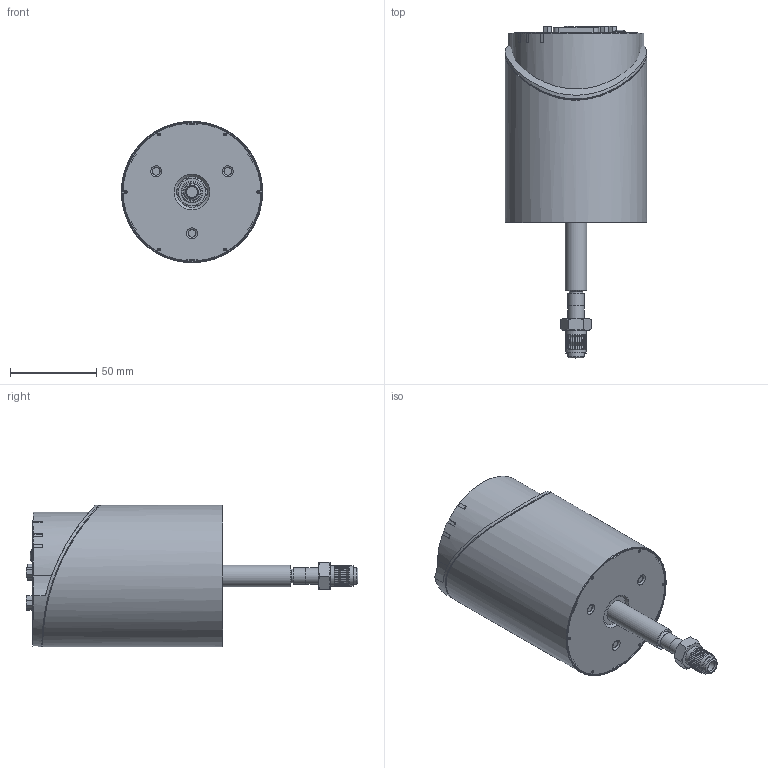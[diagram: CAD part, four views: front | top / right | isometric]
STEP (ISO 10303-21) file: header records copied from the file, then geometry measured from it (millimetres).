
FILE_DESCRIPTION(/* description */ (''),/* implementation_level */ '2;1');
FILE_NAME(/* name */ '4 VCR male Profibus DP.stp',/* time_stamp */ '2023-01-30T13:08:07+01:00',/* author */ ('cons002'),/* organization */ (''),/* preprocessor_version */ 'ST-DEVELOPER v18.1',/* originating_system */ 'Autodesk Inventor 2021',/* authorisation */ '');
FILE_SCHEMA (('AUTOMOTIVE_DESIGN { 1 0 10303 214 3 1 1 }'));
Length unit declared in the file: millimetre
Products named in the file (1): 4 VCR male Profibus DP
Bounding box: 82 x 192.77 x 82 mm (x, y, z)
Volume: 569660.9 mm3; surface area: 59978.9 mm2
Topology: 1 solids, 10 shells, 2412 faces, 6569 edges, 4245 vertices
Faces by surface type: plane 1304, cylinder 526, bspline 455, cone 64, sphere 36, torus 27
Full cylindrical faces by diameter (mm): 0.8 x9, 1 x20, 1.5 x2, 2.156 x4, 2.5 x1, 2.6 x1, 2.8 x1, 2.845 x4, 2.9 x1, 3 x4, 3.2 x5, 3.4 x1, 3.8 x7, 4 x1, 4.467 x1, 4.5 x1, 6.35 x1, 7 x1, 7.874 x1, 7.9 x1, 9.5 x1, 9.525 x1, 9.6 x1, 9.906 x2, 10.2 x1, 10.6 x1, 11.5 x1, 11.7 x1, 11.783 x13, 12.7 x14
Entity records: 84969 total; most frequent: CARTESIAN_POINT 23584, ORIENTED_EDGE 13080, DIRECTION 10723, EDGE_CURVE 6540, VERTEX_POINT 4245, LINE 4229, VECTOR 4229, AXIS2_PLACEMENT_3D 3247
